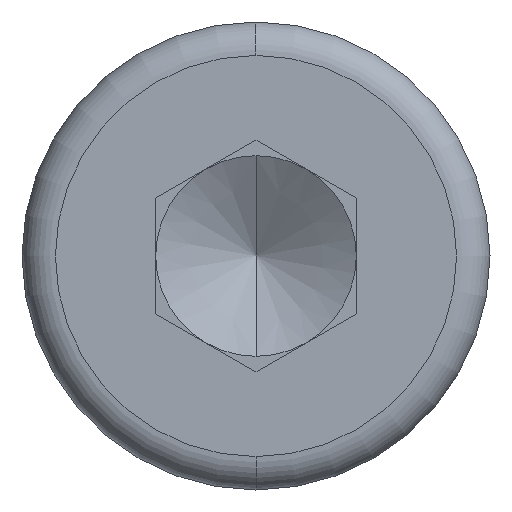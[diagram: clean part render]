
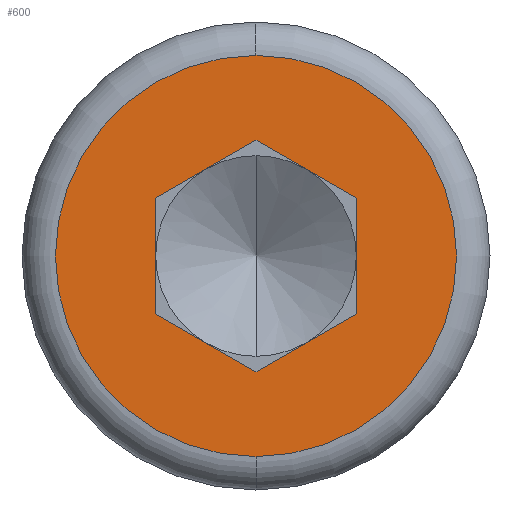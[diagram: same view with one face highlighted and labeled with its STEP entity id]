
A CAD part, left-side view. The second image highlights one B-rep face of the part: STEP entity #600.
In plain terms, the highlighted planar face has unit normal (-1, 0, 0).
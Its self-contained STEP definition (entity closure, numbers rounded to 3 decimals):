
#3 = CARTESIAN_POINT ( 'NONE',  ( 0., -1.5, -0.866 ) ) ;
#20 = CARTESIAN_POINT ( 'NONE',  ( 0., 1.5, 0.866 ) ) ;
#24 = CIRCLE ( 'NONE', #699, 3. ) ;
#32 = CARTESIAN_POINT ( 'NONE',  ( 0., 1.5, 0.866 ) ) ;
#34 = VERTEX_POINT ( 'NONE', #726 ) ;
#42 = VECTOR ( 'NONE', #557, 1000. ) ;
#47 = ORIENTED_EDGE ( 'NONE', *, *, #203, .T. ) ;
#51 = EDGE_CURVE ( 'NONE', #294, #34, #597, .T. ) ;
#54 = CARTESIAN_POINT ( 'NONE',  ( 0., 1.5, -0.866 ) ) ;
#63 = LINE ( 'NONE', #637, #595 ) ;
#72 = ORIENTED_EDGE ( 'NONE', *, *, #51, .T. ) ;
#85 = DIRECTION ( 'NONE',  ( 0., 0., -1. ) ) ;
#94 = CARTESIAN_POINT ( 'NONE',  ( 0., 0., 3. ) ) ;
#127 = VERTEX_POINT ( 'NONE', #94 ) ;
#149 = VECTOR ( 'NONE', #599, 1000. ) ;
#161 = EDGE_CURVE ( 'NONE', #34, #703, #376, .T. ) ;
#203 = EDGE_CURVE ( 'NONE', #240, #294, #560, .T. ) ;
#207 = CARTESIAN_POINT ( 'NONE',  ( 0., 0., -3. ) ) ;
#223 = CARTESIAN_POINT ( 'NONE',  ( 0., 1.5, -0.866 ) ) ;
#225 = CARTESIAN_POINT ( 'NONE',  ( 0., -1.5, 0.866 ) ) ;
#240 = VERTEX_POINT ( 'NONE', #745 ) ;
#245 = ORIENTED_EDGE ( 'NONE', *, *, #161, .T. ) ;
#250 = DIRECTION ( 'NONE',  ( -1., 0., 0. ) ) ;
#262 = PLANE ( 'NONE',  #272 ) ;
#272 = AXIS2_PLACEMENT_3D ( 'NONE', #477, #409, #485 ) ;
#294 = VERTEX_POINT ( 'NONE', #3 ) ;
#311 = DIRECTION ( 'NONE',  ( 0., 0., -1. ) ) ;
#334 = EDGE_LOOP ( 'NONE', ( #72, #245, #682, #498, #401, #47 ) ) ;
#336 = CARTESIAN_POINT ( 'NONE',  ( 0., 0., -1.732 ) ) ;
#367 = CIRCLE ( 'NONE', #443, 3. ) ;
#376 = LINE ( 'NONE', #336, #410 ) ;
#384 = VECTOR ( 'NONE', #743, 1000. ) ;
#401 = ORIENTED_EDGE ( 'NONE', *, *, #446, .T. ) ;
#409 = DIRECTION ( 'NONE',  ( 1., 0., 0. ) ) ;
#410 = VECTOR ( 'NONE', #552, 1000. ) ;
#442 = ORIENTED_EDGE ( 'NONE', *, *, #561, .T. ) ;
#443 = AXIS2_PLACEMENT_3D ( 'NONE', #588, #250, #311 ) ;
#446 = EDGE_CURVE ( 'NONE', #578, #240, #63, .T. ) ;
#477 = CARTESIAN_POINT ( 'NONE',  ( 0., 0., 0. ) ) ;
#485 = DIRECTION ( 'NONE',  ( 0., 1., 0. ) ) ;
#492 = LINE ( 'NONE', #54, #384 ) ;
#498 = ORIENTED_EDGE ( 'NONE', *, *, #503, .T. ) ;
#503 = EDGE_CURVE ( 'NONE', #543, #578, #651, .T. ) ;
#527 = VERTEX_POINT ( 'NONE', #207 ) ;
#531 = EDGE_LOOP ( 'NONE', ( #573, #442 ) ) ;
#534 = CARTESIAN_POINT ( 'NONE',  ( 0., 0., 0. ) ) ;
#535 = CARTESIAN_POINT ( 'NONE',  ( 0., -1.5, -0.866 ) ) ;
#537 = FACE_OUTER_BOUND ( 'NONE', #531, .T. ) ;
#543 = VERTEX_POINT ( 'NONE', #32 ) ;
#547 = DIRECTION ( 'NONE',  ( -1., 0., 0. ) ) ;
#552 = DIRECTION ( 'NONE',  ( 0., 0.866, 0.5 ) ) ;
#557 = DIRECTION ( 'NONE',  ( 0., 0., -1. ) ) ;
#560 = LINE ( 'NONE', #225, #42 ) ;
#561 = EDGE_CURVE ( 'NONE', #127, #527, #24, .T. ) ;
#566 = EDGE_CURVE ( 'NONE', #527, #127, #367, .T. ) ;
#568 = DIRECTION ( 'NONE',  ( 0., -0.866, -0.5 ) ) ;
#573 = ORIENTED_EDGE ( 'NONE', *, *, #566, .T. ) ;
#578 = VERTEX_POINT ( 'NONE', #658 ) ;
#588 = CARTESIAN_POINT ( 'NONE',  ( 0., 0., 0. ) ) ;
#595 = VECTOR ( 'NONE', #568, 1000. ) ;
#597 = LINE ( 'NONE', #535, #737 ) ;
#599 = DIRECTION ( 'NONE',  ( 0., -0.866, 0.5 ) ) ;
#600 = ADVANCED_FACE ( 'NONE', ( #716, #537 ), #262, .F. ) ;
#637 = CARTESIAN_POINT ( 'NONE',  ( 0., 0., 1.732 ) ) ;
#651 = LINE ( 'NONE', #20, #149 ) ;
#658 = CARTESIAN_POINT ( 'NONE',  ( 0., 0., 1.732 ) ) ;
#670 = EDGE_CURVE ( 'NONE', #703, #543, #492, .T. ) ;
#682 = ORIENTED_EDGE ( 'NONE', *, *, #670, .T. ) ;
#699 = AXIS2_PLACEMENT_3D ( 'NONE', #534, #547, #85 ) ;
#703 = VERTEX_POINT ( 'NONE', #223 ) ;
#716 = FACE_BOUND ( 'NONE', #334, .T. ) ;
#718 = DIRECTION ( 'NONE',  ( 0., 0.866, -0.5 ) ) ;
#726 = CARTESIAN_POINT ( 'NONE',  ( 0., 0., -1.732 ) ) ;
#737 = VECTOR ( 'NONE', #718, 1000. ) ;
#743 = DIRECTION ( 'NONE',  ( 0., 0., 1. ) ) ;
#745 = CARTESIAN_POINT ( 'NONE',  ( 0., -1.5, 0.866 ) ) ;
